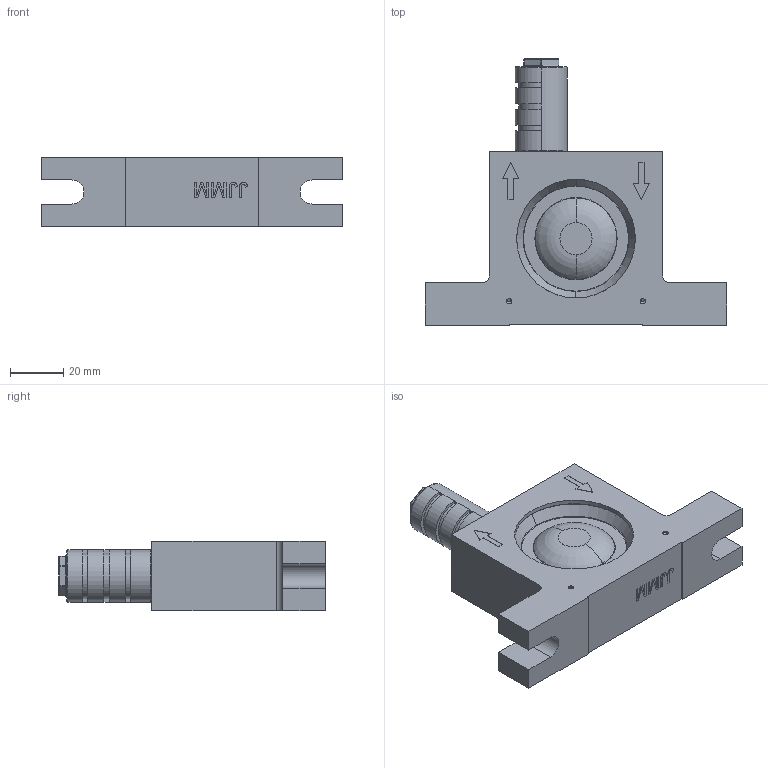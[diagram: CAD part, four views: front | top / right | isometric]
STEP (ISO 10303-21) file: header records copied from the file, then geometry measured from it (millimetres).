
FILE_DESCRIPTION (( 'STEP AP214' ), '1' );
FILE_NAME ('NCB 3 Kugelvibrator #01803000.STEP', '2022-07-07T08:42:30', ( '' ), ( '' ), 'SwSTEP 2.0', 'SolidWorks 2015', '' );
FILE_SCHEMA (( 'AUTOMOTIVE_DESIGN' ));
Length unit declared in the file: millimetre
Products named in the file (1): NCB 3 Kugelvibrator #01803000
Bounding box: 113 x 100 x 26 mm (x, y, z)
Volume: 123070.6 mm3; surface area: 28616.9 mm2
Topology: 3 solids, 3 shells, 220 faces, 525 edges, 315 vertices
Faces by surface type: plane 102, cylinder 49, cone 26, torus 23, bspline 12, sphere 8
Entity records: 6984 total; most frequent: CARTESIAN_POINT 1797, DIRECTION 1069, ORIENTED_EDGE 1026, EDGE_CURVE 513, AXIS2_PLACEMENT_3D 371, VECTOR 327, LINE 327, VERTEX_POINT 315
